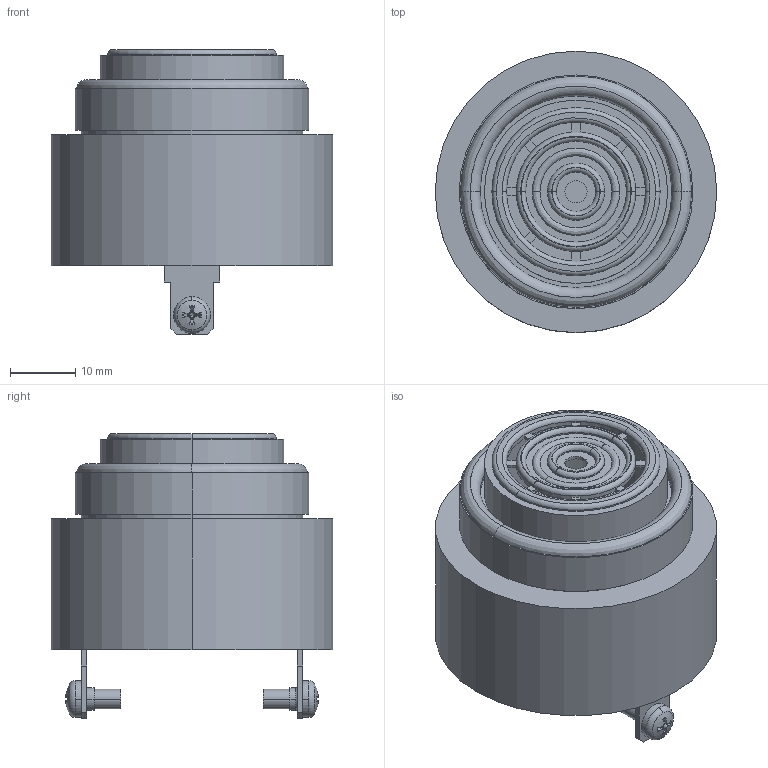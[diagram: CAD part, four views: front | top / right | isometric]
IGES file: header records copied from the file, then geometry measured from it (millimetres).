
Global section: file name: No Iges File Name specified; native system: AutoDesk Inventor R12.0; preprocessor: AutoDesk Inventor Iges Exporter R12.0; date: 20090219.161402; units: millimetre
Bounding box: 43 x 43 x 43.5 mm (x, y, z)
Volume: 11606 mm3; surface area: 18588.2 mm2
Topology: 6 solids, 6 shells, 212 faces, 572 edges, 382 vertices
Faces by surface type: plane 90, cylinder 32, revolution 30, torus 26, bspline 24, cone 8, sphere 2
